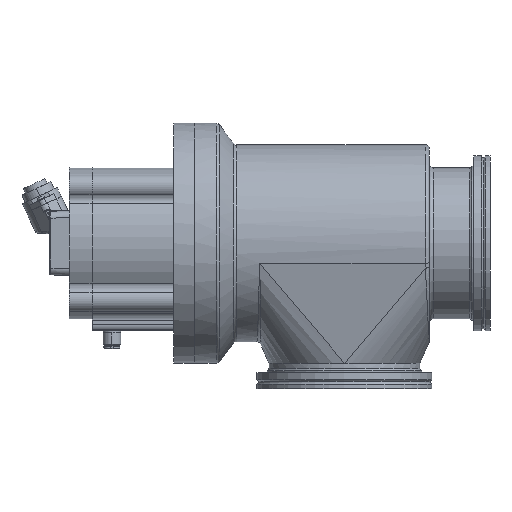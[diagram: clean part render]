
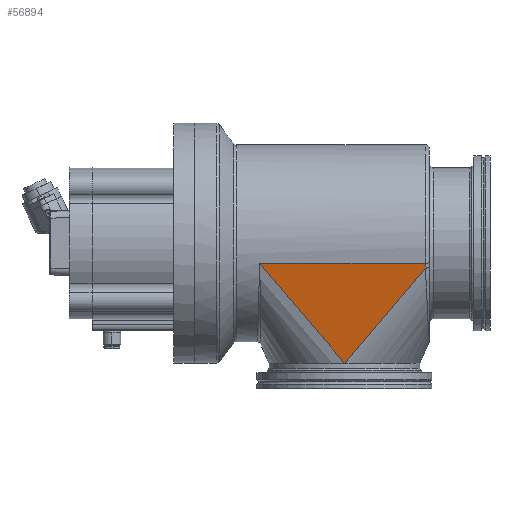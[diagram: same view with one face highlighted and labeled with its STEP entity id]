
A CAD part, front view. The second image highlights one B-rep face of the part: STEP entity #56894.
In plain terms, the highlighted planar face has unit normal (0, -0.979, -0.204).
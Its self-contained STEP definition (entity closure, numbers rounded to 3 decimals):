
#2571 = VECTOR ( 'NONE', #75969, 1000. ) ;
#3416 = B_SPLINE_CURVE_WITH_KNOTS ( 'NONE', 1,
 ( #42189, #63870 ),
 .UNSPECIFIED., .F., .F.,
 ( 2, 2 ),
 ( 0., 0.952 ),
 .UNSPECIFIED. ) ;
#4199 = CARTESIAN_POINT ( 'NONE',  ( 48.6, -71.461, -14.912 ) ) ;
#5554 = CARTESIAN_POINT ( 'NONE',  ( 111.6, -71.461, -14.912 ) ) ;
#9477 = DIRECTION ( 'NONE',  ( 0., -0.204, 0.979 ) ) ;
#10253 = ORIENTED_EDGE ( 'NONE', *, *, #28428, .T. ) ;
#11930 = ORIENTED_EDGE ( 'NONE', *, *, #45396, .T. ) ;
#11957 = B_SPLINE_CURVE_WITH_KNOTS ( 'NONE', 1,
 ( #83290, #90441 ),
 .UNSPECIFIED., .F., .F.,
 ( 2, 2 ),
 ( 0., 1. ),
 .UNSPECIFIED. ) ;
#12492 = VERTEX_POINT ( 'NONE', #40331 ) ;
#12616 = DIRECTION ( 'NONE',  ( -1., 0., 0. ) ) ;
#21279 = LINE ( 'NONE', #47619, #2571 ) ;
#28428 = EDGE_CURVE ( 'NONE', #76447, #73165, #11957, .T. ) ;
#29095 = LINE ( 'NONE', #58842, #83180 ) ;
#33455 = CARTESIAN_POINT ( 'NONE',  ( 111.6, -56., -89. ) ) ;
#36368 = FACE_OUTER_BOUND ( 'NONE', #59835, .T. ) ;
#36439 = EDGE_CURVE ( 'NONE', #76447, #12492, #21279, .T. ) ;
#37333 = ORIENTED_EDGE ( 'NONE', *, *, #55768, .T. ) ;
#40331 = CARTESIAN_POINT ( 'NONE',  ( 171.6, -71.461, -14.912 ) ) ;
#42189 = CARTESIAN_POINT ( 'NONE',  ( 111.6, -56., -89. ) ) ;
#45396 = EDGE_CURVE ( 'NONE', #73165, #82386, #3416, .T. ) ;
#47619 = CARTESIAN_POINT ( 'NONE',  ( 48.6, -71.461, -14.912 ) ) ;
#54904 = DIRECTION ( 'NONE',  ( 0., 0.979, 0.204 ) ) ;
#55768 = EDGE_CURVE ( 'NONE', #82386, #12492, #29095, .T. ) ;
#56894 = ADVANCED_FACE ( 'NONE', ( #36368 ), #68183, .F. ) ;
#58842 = CARTESIAN_POINT ( 'NONE',  ( 171.6, -71.461, -14.912 ) ) ;
#59835 = EDGE_LOOP ( 'NONE', ( #11930, #37333, #65289, #10253 ) ) ;
#61939 = AXIS2_PLACEMENT_3D ( 'NONE', #5554, #54904, #12616 ) ;
#63870 = CARTESIAN_POINT ( 'NONE',  ( 171.6, -70.724, -18.44 ) ) ;
#64405 = CARTESIAN_POINT ( 'NONE',  ( 171.6, -70.724, -18.44 ) ) ;
#65289 = ORIENTED_EDGE ( 'NONE', *, *, #36439, .F. ) ;
#68183 = PLANE ( 'NONE',  #61939 ) ;
#73165 = VERTEX_POINT ( 'NONE', #33455 ) ;
#75969 = DIRECTION ( 'NONE',  ( 1., 0., 0. ) ) ;
#76447 = VERTEX_POINT ( 'NONE', #4199 ) ;
#82386 = VERTEX_POINT ( 'NONE', #64405 ) ;
#83180 = VECTOR ( 'NONE', #9477, 1000. ) ;
#83290 = CARTESIAN_POINT ( 'NONE',  ( 48.6, -71.461, -14.912 ) ) ;
#90441 = CARTESIAN_POINT ( 'NONE',  ( 111.6, -56., -89. ) ) ;
